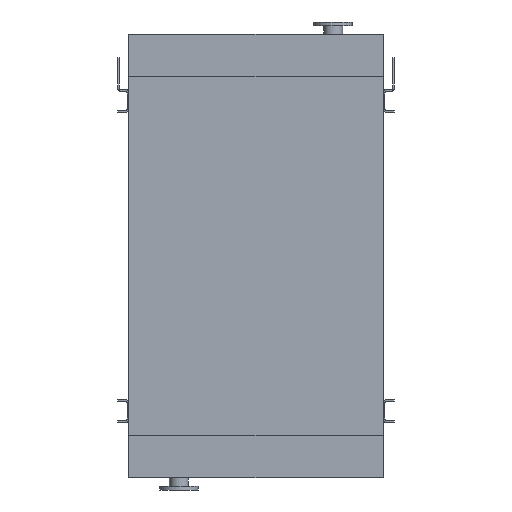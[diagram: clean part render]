
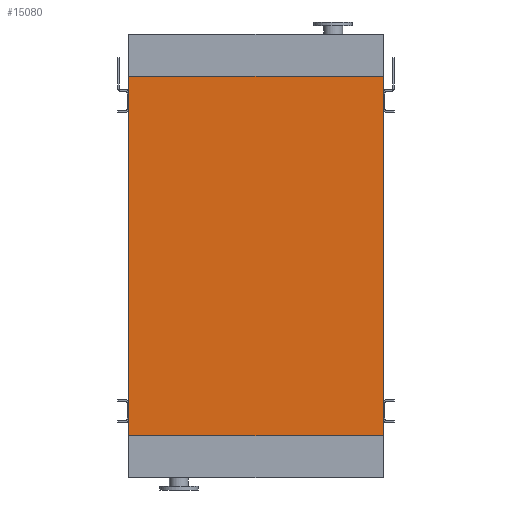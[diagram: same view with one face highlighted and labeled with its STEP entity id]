
A CAD part, front view. The second image highlights one B-rep face of the part: STEP entity #15080.
In plain terms, the highlighted planar face has unit normal (0, -1, 0).
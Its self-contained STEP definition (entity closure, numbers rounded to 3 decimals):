
#581 = VECTOR ( 'NONE', #10558, 1000. ) ;
#639 = VECTOR ( 'NONE', #13842, 1000. ) ;
#664 = AXIS2_PLACEMENT_3D ( 'NONE', #12799, #5660, #14155 ) ;
#829 = CARTESIAN_POINT ( 'NONE',  ( -725., 0., -2050. ) ) ;
#1647 = FACE_OUTER_BOUND ( 'NONE', #4563, .T. ) ;
#2757 = VERTEX_POINT ( 'NONE', #10301 ) ;
#3061 = ORIENTED_EDGE ( 'NONE', *, *, #6207, .T. ) ;
#3996 = VECTOR ( 'NONE', #10149, 1000. ) ;
#4217 = EDGE_CURVE ( 'NONE', #4981, #14574, #7229, .T. ) ;
#4563 = EDGE_LOOP ( 'NONE', ( #8785, #15375, #3061, #12443 ) ) ;
#4981 = VERTEX_POINT ( 'NONE', #10428 ) ;
#5354 = CARTESIAN_POINT ( 'NONE',  ( 725., 0., -2050. ) ) ;
#5570 = CARTESIAN_POINT ( 'NONE',  ( -725., 0., -2050. ) ) ;
#5660 = DIRECTION ( 'NONE',  ( 0., -1., 0. ) ) ;
#6207 = EDGE_CURVE ( 'NONE', #2757, #10780, #9840, .T. ) ;
#6483 = CARTESIAN_POINT ( 'NONE',  ( -725., 0., 0. ) ) ;
#6593 = VECTOR ( 'NONE', #11685, 1000. ) ;
#7229 = LINE ( 'NONE', #6483, #3996 ) ;
#7681 = EDGE_CURVE ( 'NONE', #10780, #14574, #9963, .T. ) ;
#8785 = ORIENTED_EDGE ( 'NONE', *, *, #4217, .F. ) ;
#9840 = LINE ( 'NONE', #5570, #6593 ) ;
#9926 = EDGE_CURVE ( 'NONE', #2757, #4981, #13512, .T. ) ;
#9963 = LINE ( 'NONE', #5354, #639 ) ;
#10149 = DIRECTION ( 'NONE',  ( 1., 0., 0. ) ) ;
#10301 = CARTESIAN_POINT ( 'NONE',  ( -725., 0., -2050. ) ) ;
#10428 = CARTESIAN_POINT ( 'NONE',  ( -725., 0., 0. ) ) ;
#10558 = DIRECTION ( 'NONE',  ( 0., 0., 1. ) ) ;
#10582 = CARTESIAN_POINT ( 'NONE',  ( 725., 0., 0. ) ) ;
#10780 = VERTEX_POINT ( 'NONE', #14785 ) ;
#11685 = DIRECTION ( 'NONE',  ( 1., 0., 0. ) ) ;
#12443 = ORIENTED_EDGE ( 'NONE', *, *, #7681, .T. ) ;
#12799 = CARTESIAN_POINT ( 'NONE',  ( -725., 0., -2050. ) ) ;
#12947 = PLANE ( 'NONE',  #664 ) ;
#13512 = LINE ( 'NONE', #829, #581 ) ;
#13842 = DIRECTION ( 'NONE',  ( 0., 0., 1. ) ) ;
#14155 = DIRECTION ( 'NONE',  ( 0., 0., -1. ) ) ;
#14574 = VERTEX_POINT ( 'NONE', #10582 ) ;
#14785 = CARTESIAN_POINT ( 'NONE',  ( 725., 0., -2050. ) ) ;
#15080 = ADVANCED_FACE ( 'NONE', ( #1647 ), #12947, .T. ) ;
#15375 = ORIENTED_EDGE ( 'NONE', *, *, #9926, .F. ) ;
